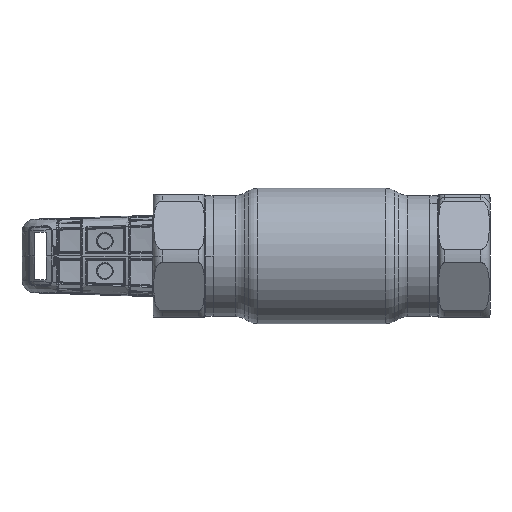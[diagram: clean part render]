
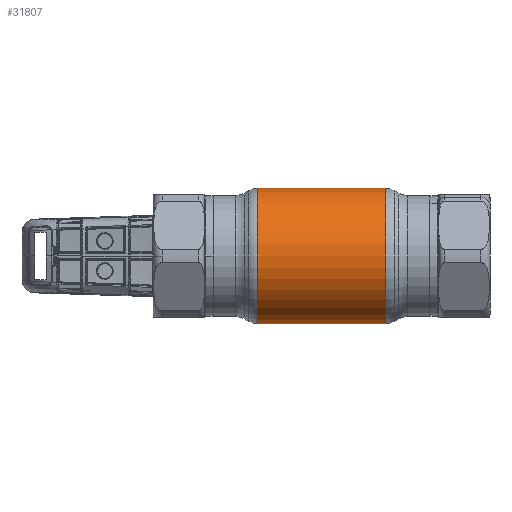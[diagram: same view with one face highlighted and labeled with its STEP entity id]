
A CAD part, front view. The second image highlights one B-rep face of the part: STEP entity #31807.
In plain terms, the highlighted cylindrical face has radius 22.5 mm (diameter 45 mm), a partial arc.
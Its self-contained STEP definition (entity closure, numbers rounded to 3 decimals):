
#1899 = DIRECTION ( 'NONE',  ( -1., 0., 0. ) ) ;
#5805 = AXIS2_PLACEMENT_3D ( 'NONE', #11229, #1899, #36201 ) ;
#6967 = DIRECTION ( 'NONE',  ( 0., 0., 1. ) ) ;
#7332 = CIRCLE ( 'NONE', #5805, 22.5 ) ;
#8228 = ORIENTED_EDGE ( 'NONE', *, *, #9426, .T. ) ;
#9232 = EDGE_CURVE ( 'NONE', #15537, #10699, #7332, .T. ) ;
#9426 = EDGE_CURVE ( 'NONE', #18951, #51197, #34484, .T. ) ;
#10368 = CARTESIAN_POINT ( 'NONE',  ( 21.285, 0., 0. ) ) ;
#10699 = VERTEX_POINT ( 'NONE', #38351 ) ;
#11229 = CARTESIAN_POINT ( 'NONE',  ( -21.285, 0., 0. ) ) ;
#11933 = ORIENTED_EDGE ( 'NONE', *, *, #63880, .T. ) ;
#12844 = CARTESIAN_POINT ( 'NONE',  ( -62.69, 0., -22.5 ) ) ;
#15537 = VERTEX_POINT ( 'NONE', #42786 ) ;
#16460 = CARTESIAN_POINT ( 'NONE',  ( -62.69, 0., 0. ) ) ;
#18394 = EDGE_LOOP ( 'NONE', ( #58112, #8228, #11933, #24652 ) ) ;
#18951 = VERTEX_POINT ( 'NONE', #53218 ) ;
#20441 = VECTOR ( 'NONE', #23461, 1000. ) ;
#21358 = FACE_OUTER_BOUND ( 'NONE', #18394, .T. ) ;
#23461 = DIRECTION ( 'NONE',  ( -1., 0., 0. ) ) ;
#24652 = ORIENTED_EDGE ( 'NONE', *, *, #9232, .F. ) ;
#27598 = CYLINDRICAL_SURFACE ( 'NONE', #32650, 22.5 ) ;
#31807 = ADVANCED_FACE ( 'NONE', ( #21358 ), #27598, .T. ) ;
#32650 = AXIS2_PLACEMENT_3D ( 'NONE', #16460, #41730, #6967 ) ;
#34484 = CIRCLE ( 'NONE', #42038, 22.5 ) ;
#34606 = LINE ( 'NONE', #43168, #36249 ) ;
#36201 = DIRECTION ( 'NONE',  ( 0., 0., 1. ) ) ;
#36249 = VECTOR ( 'NONE', #63212, 1000. ) ;
#38351 = CARTESIAN_POINT ( 'NONE',  ( -21.285, 0., 22.5 ) ) ;
#41730 = DIRECTION ( 'NONE',  ( -1., 0., 0. ) ) ;
#42038 = AXIS2_PLACEMENT_3D ( 'NONE', #10368, #42725, #50562 ) ;
#42725 = DIRECTION ( 'NONE',  ( -1., 0., 0. ) ) ;
#42786 = CARTESIAN_POINT ( 'NONE',  ( -21.285, 0., -22.5 ) ) ;
#43168 = CARTESIAN_POINT ( 'NONE',  ( -62.69, 0., 22.5 ) ) ;
#50562 = DIRECTION ( 'NONE',  ( 0., 0., 1. ) ) ;
#51197 = VERTEX_POINT ( 'NONE', #54713 ) ;
#53218 = CARTESIAN_POINT ( 'NONE',  ( 21.285, 0., -22.5 ) ) ;
#53477 = EDGE_CURVE ( 'NONE', #18951, #15537, #61762, .T. ) ;
#54713 = CARTESIAN_POINT ( 'NONE',  ( 21.285, 0., 22.5 ) ) ;
#58112 = ORIENTED_EDGE ( 'NONE', *, *, #53477, .F. ) ;
#61762 = LINE ( 'NONE', #12844, #20441 ) ;
#63212 = DIRECTION ( 'NONE',  ( -1., 0., 0. ) ) ;
#63880 = EDGE_CURVE ( 'NONE', #51197, #10699, #34606, .T. ) ;
